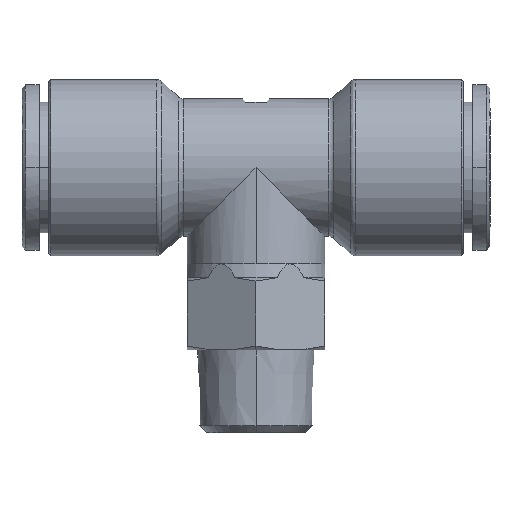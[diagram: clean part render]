
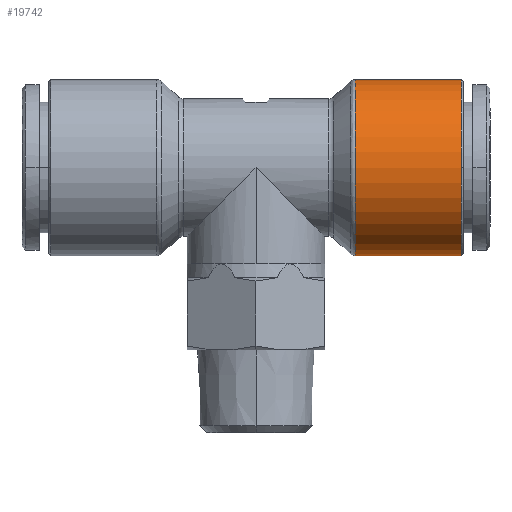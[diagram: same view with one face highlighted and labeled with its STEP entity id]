
A CAD part, front view. The second image highlights one B-rep face of the part: STEP entity #19742.
In plain terms, the highlighted cylindrical face has radius 12.8 mm (diameter 25.6 mm), a partial arc.
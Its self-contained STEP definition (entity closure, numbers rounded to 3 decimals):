
#267 = DIRECTION ( 'NONE',  ( 0., 0., -1. ) ) ;
#794 = VERTEX_POINT ( 'NONE', #8665 ) ;
#3149 = ORIENTED_EDGE ( 'NONE', *, *, #3717, .F. ) ;
#3345 = CIRCLE ( 'NONE', #5637, 12.8 ) ;
#3463 = ORIENTED_EDGE ( 'NONE', *, *, #18931, .T. ) ;
#3576 = EDGE_CURVE ( 'NONE', #3983, #9269, #3345, .T. ) ;
#3717 = EDGE_CURVE ( 'NONE', #794, #13470, #8569, .T. ) ;
#3721 = DIRECTION ( 'NONE',  ( 1., 0., 0. ) ) ;
#3956 = CARTESIAN_POINT ( 'NONE',  ( 21.5, 0., 12.8 ) ) ;
#3983 = VERTEX_POINT ( 'NONE', #4284 ) ;
#4284 = CARTESIAN_POINT ( 'NONE',  ( 30.3, -12.8, 0. ) ) ;
#4768 = CARTESIAN_POINT ( 'NONE',  ( 14.894, 0., -12.8 ) ) ;
#4769 = AXIS2_PLACEMENT_3D ( 'NONE', #10596, #7706, #18364 ) ;
#5500 = CARTESIAN_POINT ( 'NONE',  ( 30.3, 0., -12.8 ) ) ;
#5637 = AXIS2_PLACEMENT_3D ( 'NONE', #8026, #14285, #9687 ) ;
#5737 = ORIENTED_EDGE ( 'NONE', *, *, #18050, .F. ) ;
#6221 = DIRECTION ( 'NONE',  ( 0., 0., -1. ) ) ;
#7706 = DIRECTION ( 'NONE',  ( 1., 0., 0. ) ) ;
#7897 = DIRECTION ( 'NONE',  ( 1., 0., 0. ) ) ;
#8026 = CARTESIAN_POINT ( 'NONE',  ( 30.3, 0., 0. ) ) ;
#8569 = LINE ( 'NONE', #3956, #15507 ) ;
#8665 = CARTESIAN_POINT ( 'NONE',  ( 14.894, 0., 12.8 ) ) ;
#9269 = VERTEX_POINT ( 'NONE', #5500 ) ;
#9566 = VERTEX_POINT ( 'NONE', #4768 ) ;
#9687 = DIRECTION ( 'NONE',  ( 0., 0., 1. ) ) ;
#9781 = AXIS2_PLACEMENT_3D ( 'NONE', #16764, #7897, #267 ) ;
#10596 = CARTESIAN_POINT ( 'NONE',  ( 30.3, 0., 0. ) ) ;
#10805 = AXIS2_PLACEMENT_3D ( 'NONE', #18298, #13657, #6221 ) ;
#10935 = ORIENTED_EDGE ( 'NONE', *, *, #16066, .T. ) ;
#11132 = CARTESIAN_POINT ( 'NONE',  ( 21.5, 0., -12.8 ) ) ;
#11553 = DIRECTION ( 'NONE',  ( 1., 0., 0. ) ) ;
#12200 = LINE ( 'NONE', #11132, #15044 ) ;
#13468 = CIRCLE ( 'NONE', #4769, 12.8 ) ;
#13470 = VERTEX_POINT ( 'NONE', #18144 ) ;
#13657 = DIRECTION ( 'NONE',  ( 1., 0., 0. ) ) ;
#14285 = DIRECTION ( 'NONE',  ( 1., 0., 0. ) ) ;
#14308 = CYLINDRICAL_SURFACE ( 'NONE', #9781, 12.8 ) ;
#15044 = VECTOR ( 'NONE', #3721, 1000. ) ;
#15507 = VECTOR ( 'NONE', #11553, 1000. ) ;
#16066 = EDGE_CURVE ( 'NONE', #9566, #9269, #12200, .T. ) ;
#16187 = EDGE_LOOP ( 'NONE', ( #3149, #3463, #10935, #16706, #5737 ) ) ;
#16269 = CIRCLE ( 'NONE', #10805, 12.8 ) ;
#16706 = ORIENTED_EDGE ( 'NONE', *, *, #3576, .F. ) ;
#16764 = CARTESIAN_POINT ( 'NONE',  ( 21.5, 0., 0. ) ) ;
#18050 = EDGE_CURVE ( 'NONE', #13470, #3983, #13468, .T. ) ;
#18144 = CARTESIAN_POINT ( 'NONE',  ( 30.3, 0., 12.8 ) ) ;
#18298 = CARTESIAN_POINT ( 'NONE',  ( 14.894, 0., 0. ) ) ;
#18364 = DIRECTION ( 'NONE',  ( 0., 0., 1. ) ) ;
#18834 = FACE_OUTER_BOUND ( 'NONE', #16187, .T. ) ;
#18931 = EDGE_CURVE ( 'NONE', #794, #9566, #16269, .T. ) ;
#19742 = ADVANCED_FACE ( 'NONE', ( #18834 ), #14308, .T. ) ;
